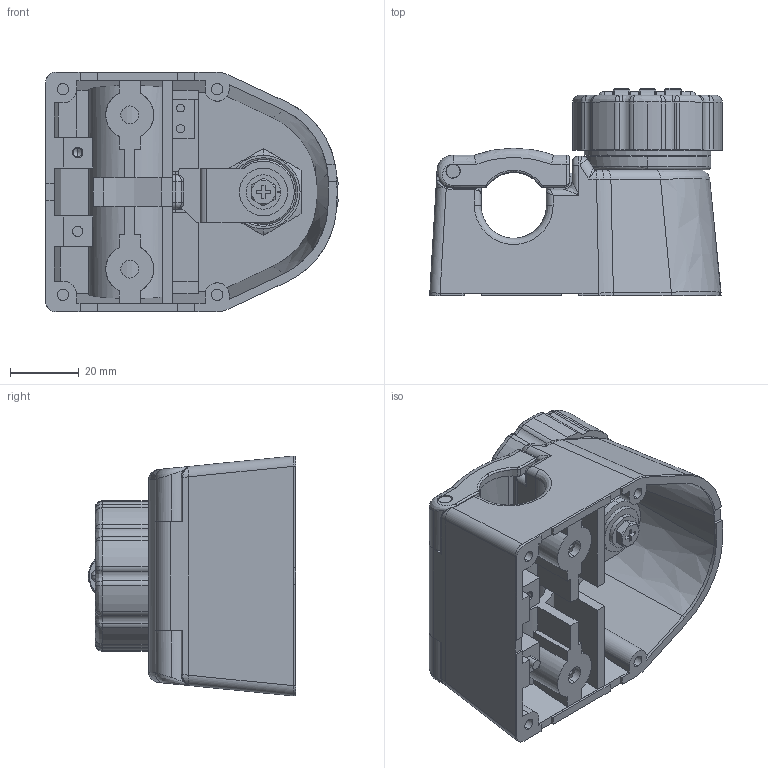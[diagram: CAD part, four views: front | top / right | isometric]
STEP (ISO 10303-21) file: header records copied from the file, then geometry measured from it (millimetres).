
FILE_DESCRIPTION (( 'STEP AP203' ), '1' );
FILE_NAME ('C-441-D.STEP', '2020-04-01T04:40:24', ( '' ), ( '' ), 'SwSTEP 2.0', 'SolidWorks 2018', '' );
FILE_SCHEMA (( 'CONFIG_CONTROL_DESIGN' ));
Length unit declared in the file: millimetre
Products named in the file (17): C-441-D_止め金_; C-441-D_スペーサ_; C-441-D_ダイヤル; C-441-D_内筒; C-441-D_M19×1.0六角ナット; C-441-D_ツマミ; C-441-D_蓋_; C-441-D_成形パッキン; C-441-D_外筒; C-441-D_ねじキャップ_; C-441-D_回転制御カム_; C-441-D_シャフト_; C-441-D_十字穴付き六角ボルト; C-441-D_ダイヤル_; C-441-D_M5スプリングワッシャー; C-441-D; C-441-D_本体_
Assembly tree (19 placements, depth 3):
  C-441-D
    C-441-D_本体_
    C-441-D_蓋_
    C-441-D_ねじキャップ_  x2
    C-441-D_ダイヤル_
      C-441-D_外筒
      C-441-D_内筒
      C-441-D_ツマミ
      C-441-D_ダイヤル  x3
      C-441-D_成形パッキン
      C-441-D_M19×1.0六角ナット
      C-441-D_十字穴付き六角ボルト
      C-441-D_M5スプリングワッシャー
      C-441-D_止め金_
      C-441-D_回転制御カム_
      C-441-D_スペーサ_
    C-441-D_シャフト_
Bounding box: 85.33 x 60.6 x 70 mm (x, y, z)
Volume: 91822.6 mm3; surface area: 74199.1 mm2
Topology: 18 solids, 18 shells, 1248 faces, 3383 edges, 2166 vertices
Faces by surface type: plane 529, cylinder 466, bspline 147, cone 88, torus 12, sphere 6
Entity records: 40388 total; most frequent: CARTESIAN_POINT 12703, ORIENTED_EDGE 5706, DIRECTION 5101, EDGE_CURVE 2853, VERTEX_POINT 1822, AXIS2_PLACEMENT_3D 1789, VECTOR 1523, LINE 1523
